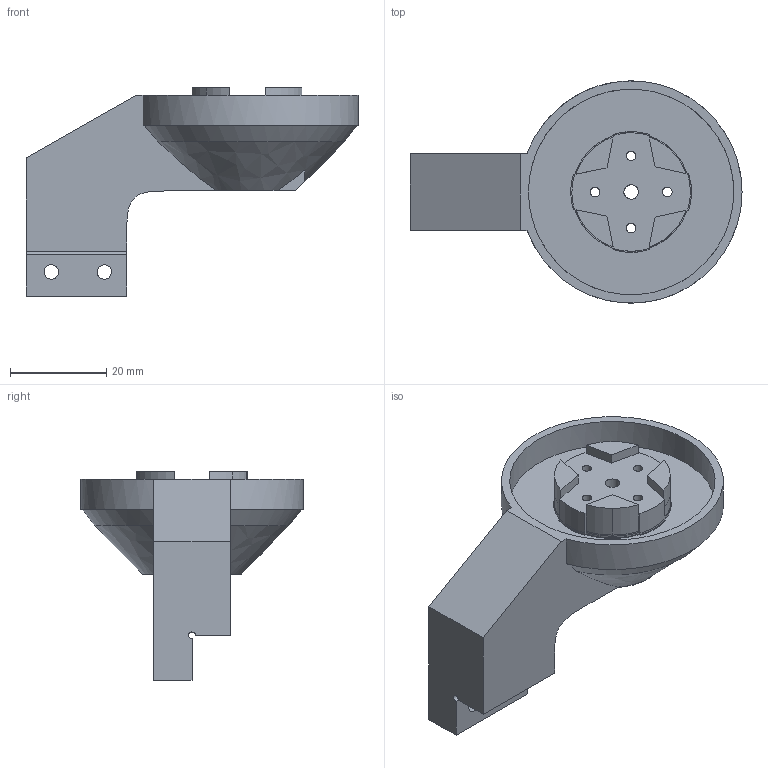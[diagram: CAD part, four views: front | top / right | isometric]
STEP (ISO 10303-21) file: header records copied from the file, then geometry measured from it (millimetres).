
FILE_DESCRIPTION(/* description */ (''),/* implementation_level */ '2;1');
FILE_NAME(/* name */ 'ArchHolderUpperSeparate',/* time_stamp */ '2025-04-22T14:04:54+03:00',/* author */ (''),/* organization */ (''),/* preprocessor_version */ 'ST-DEVELOPER v16.5',/* originating_system */ 'Rhino 7.23',/* authorisation */ '');
FILE_SCHEMA (('CONFIG_CONTROL_DESIGN'));
Length unit declared in the file: millimetre
Products named in the file (1): Document
Bounding box: 68.87 x 46.07 x 43.18 mm (x, y, z)
Volume: 28949.4 mm3; surface area: 11471.6 mm2
Topology: 2 solids, 2 shells, 144 faces, 357 edges, 219 vertices
Faces by surface type: plane 73, cylinder 60, bspline 11
Full cylindrical faces by diameter (mm): 2 x8, 3 x6, 3.259 x1
Entity records: 4143 total; most frequent: CARTESIAN_POINT 1705, ORIENTED_EDGE 714, EDGE_CURVE 357, VERTEX_POINT 219, B_SPLINE_CURVE_WITH_KNOTS 183, EDGE_LOOP 170, ADVANCED_FACE 144, FACE_OUTER_BOUND 144
